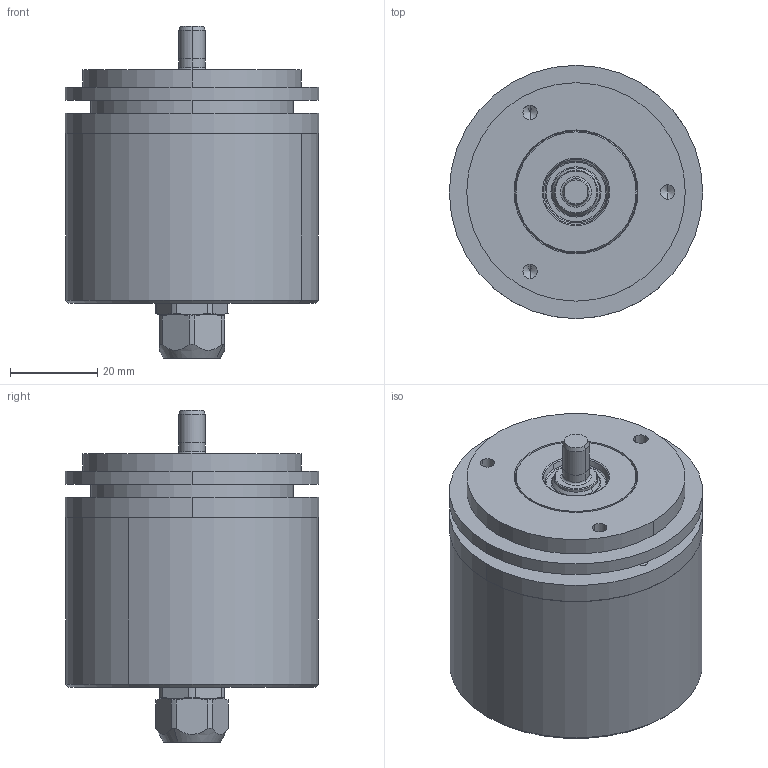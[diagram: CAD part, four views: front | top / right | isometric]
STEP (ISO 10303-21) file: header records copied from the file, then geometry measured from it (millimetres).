
FILE_DESCRIPTION((''),'2;1');
FILE_NAME('515430','2010-11-10T',('se2802'),(''),'PRO/ENGINEER BY PARAMETRIC TECHNOLOGY CORPORATION, 2010180','PRO/ENGINEER BY PARAMETRIC TECHNOLOGY CORPORATION, 2010180','');
FILE_SCHEMA(('CONFIG_CONTROL_DESIGN'));
Length unit declared in the file: millimetre
Products named in the file (1): 515430
Bounding box: 58 x 58 x 76 mm (x, y, z)
Volume: 79879.2 mm3; surface area: 40377.5 mm2
Topology: 1 solids, 2 shells, 1263 faces, 3568 edges, 2310 vertices
Faces by surface type: plane 404, cylinder 369, extrusion 324, cone 96, torus 64, sphere 6
Entity records: 46447 total; most frequent: CARTESIAN_POINT 14306, ORIENTED_EDGE 7120, DIRECTION 6064, EDGE_CURVE 3560, VERTEX_POINT 2310, AXIS2_PLACEMENT_3D 2159, VECTOR 1746, LINE 1422
